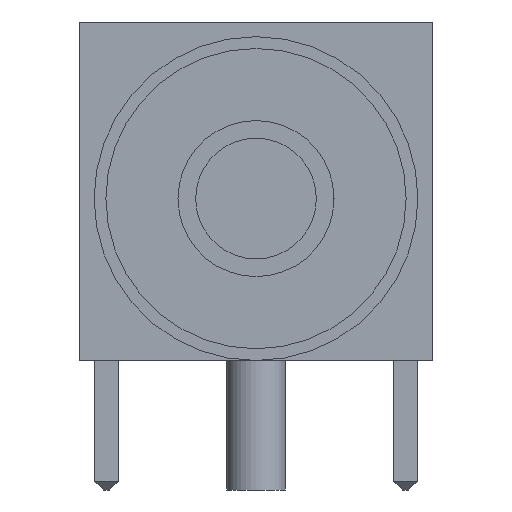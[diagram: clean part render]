
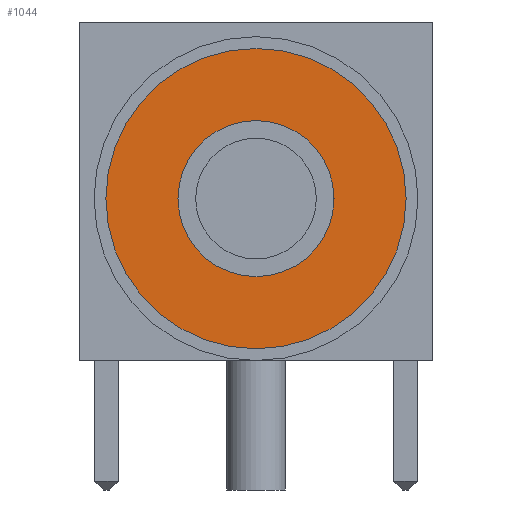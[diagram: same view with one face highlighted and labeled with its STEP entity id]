
A CAD part, left-side view. The second image highlights one B-rep face of the part: STEP entity #1044.
In plain terms, the highlighted planar face has unit normal (-1, 0, 0).
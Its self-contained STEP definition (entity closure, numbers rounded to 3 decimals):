
#26=FACE_BOUND('',#438,.T.);
#31=CIRCLE('',#1132,2.65);
#32=CIRCLE('',#1135,5.1);
#301=PLANE('',#1134);
#367=FACE_OUTER_BOUND('',#437,.T.);
#437=EDGE_LOOP('',(#783));
#438=EDGE_LOOP('',(#784));
#524=VERTEX_POINT('',#1648);
#525=VERTEX_POINT('',#1653);
#622=EDGE_CURVE('',#524,#524,#31,.T.);
#623=EDGE_CURVE('',#525,#525,#32,.T.);
#783=ORIENTED_EDGE('',*,*,#623,.T.);
#784=ORIENTED_EDGE('',*,*,#622,.T.);
#1044=ADVANCED_FACE('',(#367,#26),#301,.T.);
#1132=AXIS2_PLACEMENT_3D('',#1650,#1234,#1235);
#1134=AXIS2_PLACEMENT_3D('',#1652,#1238,#1239);
#1135=AXIS2_PLACEMENT_3D('',#1654,#1240,#1241);
#1234=DIRECTION('center_axis',(1.,0.,0.));
#1235=DIRECTION('ref_axis',(0.,-1.,0.));
#1238=DIRECTION('center_axis',(-1.,0.,0.));
#1239=DIRECTION('ref_axis',(0.,-1.,0.));
#1240=DIRECTION('center_axis',(-1.,0.,0.));
#1241=DIRECTION('ref_axis',(0.,-1.,0.));
#1648=CARTESIAN_POINT('',(0.,8.65,5.5));
#1650=CARTESIAN_POINT('Origin',(0.,6.,5.5));
#1652=CARTESIAN_POINT('Origin',(0.,12.,0.));
#1653=CARTESIAN_POINT('',(0.,11.1,5.5));
#1654=CARTESIAN_POINT('Origin',(0.,6.,5.5));
